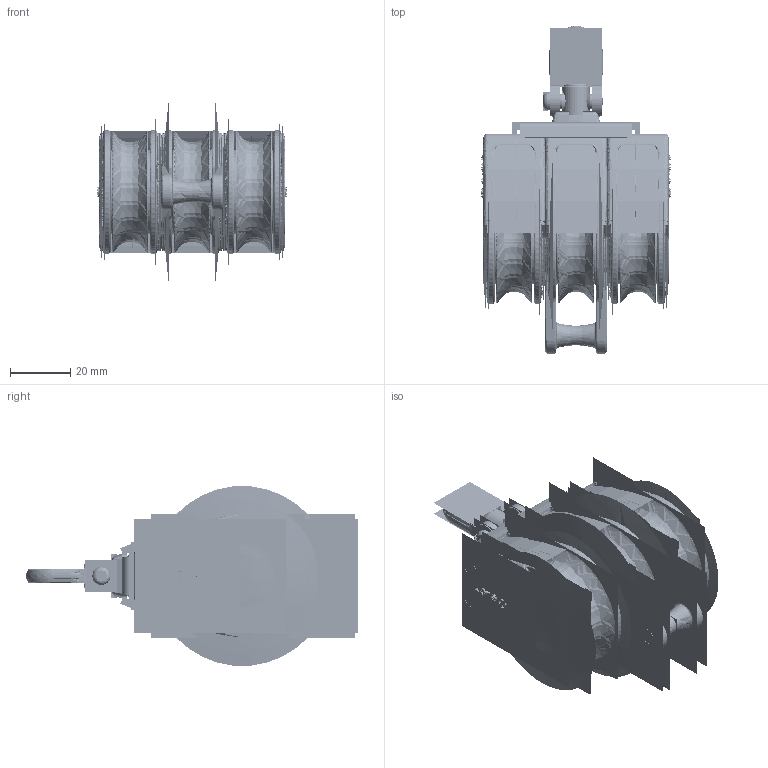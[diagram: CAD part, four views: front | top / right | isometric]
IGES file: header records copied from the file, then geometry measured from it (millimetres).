
Start section:  PTC IGES file: a20403b.igs
Global section: file name: a20403b.igs; native system: Creo Parametric by PTC Inc.; preprocessor: 2022414; author: Student; organization: Unknown; date: 20230518.093912; units: millimetre
Bounding box: 63.01 x 110.11 x 59.64 mm (x, y, z)
Surface area: 1300682.6 mm2 (no closed solid volume)
Topology: 0 solids, 0 shells, 7586 faces, 123243 edges, 160578 vertices
Faces by surface type: revolution 3468, bspline 2326, extrusion 1792
